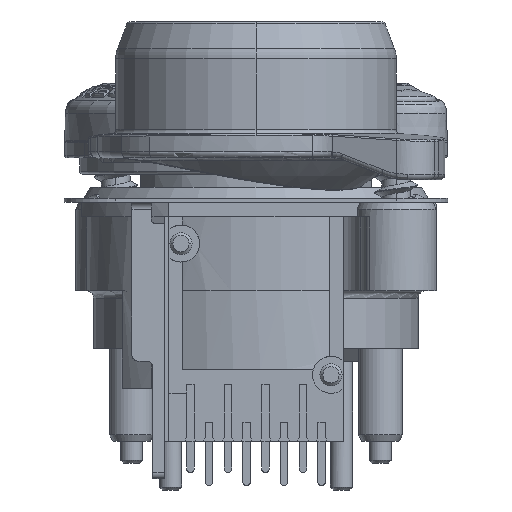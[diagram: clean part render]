
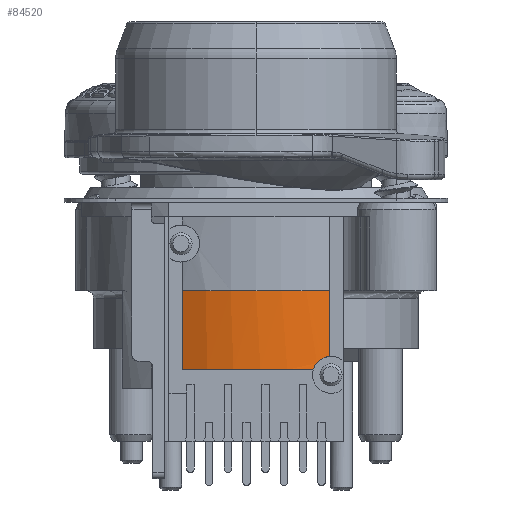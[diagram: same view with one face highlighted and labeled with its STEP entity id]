
A CAD part, front view. The second image highlights one B-rep face of the part: STEP entity #84520.
In plain terms, the highlighted cylindrical face has radius 11 mm (diameter 22 mm), a partial arc.
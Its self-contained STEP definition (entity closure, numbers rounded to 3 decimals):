
#27626=CARTESIAN_POINT('',(0.,0.,-9.));
#27627=DIRECTION('',(0.,0.,-1.));
#27628=DIRECTION('',(0.455,-0.891,0.));
#27629=AXIS2_PLACEMENT_3D('',#27626,#27627,#27628);
#27643=DIRECTION('',(0.,0.,1.));
#27644=VECTOR('',#27643,4.453);
#27645=CARTESIAN_POINT('',(5.,-9.798,-13.453));
#27646=LINE('',#27645,#27644);
#27647=CARTESIAN_POINT('',(5.,-9.798,-13.453));
#27648=CARTESIAN_POINT('',(4.913,-9.842,
-13.458));
#27649=CARTESIAN_POINT('',(4.743,-9.926,
-13.487));
#27650=CARTESIAN_POINT('',(4.495,-10.041,
-13.585));
#27651=CARTESIAN_POINT('',(4.273,-10.137,
-13.733));
#27652=CARTESIAN_POINT('',(4.092,-10.211,
-13.92));
#27653=CARTESIAN_POINT('',(3.959,-10.263,
-14.13));
#27654=CARTESIAN_POINT('',(3.901,-10.285,
-14.278));
#27655=CARTESIAN_POINT('',(3.879,-10.294,-14.355));
#27657=DIRECTION('',(0.,0.,1.));
#27658=VECTOR('',#27657,5.355);
#27659=CARTESIAN_POINT('',(-5.,-9.798,-14.355));
#27660=LINE('',#27659,#27658);
#27665=CARTESIAN_POINT('',(0.,0.,-14.355));
#27666=DIRECTION('',(0.,0.,1.));
#27667=DIRECTION('',(-0.455,-0.891,0.));
#27668=AXIS2_PLACEMENT_3D('',#27665,#27666,#27667);
#34436=CARTESIAN_POINT('',(-5.,-9.798,-14.355));
#34438=VERTEX_POINT('',#34436);
#34471=CARTESIAN_POINT('',(3.879,-10.294,-14.355));
#34472=VERTEX_POINT('',#34471);
#34473=VERTEX_POINT('',#27647);
#34489=CARTESIAN_POINT('',(-5.,-9.798,-9.));
#34491=VERTEX_POINT('',#34489);
#34493=CARTESIAN_POINT('',(5.,-9.798,-9.));
#34495=VERTEX_POINT('',#34493);
#84507=CARTESIAN_POINT('',(0.,0.,-14.355));
#84508=DIRECTION('',(0.,0.,-1.));
#84509=DIRECTION('',(1.,0.,0.));
#84510=AXIS2_PLACEMENT_3D('',#84507,#84508,#84509);
#84511=CYLINDRICAL_SURFACE('',#84510,11.);
#84512=ORIENTED_EDGE('',*,*,#84487,.F.);
#84513=ORIENTED_EDGE('',*,*,#84502,.F.);
#84514=ORIENTED_EDGE('',*,*,#71780,.T.);
#84516=ORIENTED_EDGE('',*,*,#84515,.F.);
#84517=ORIENTED_EDGE('',*,*,#84456,.T.);
#84518=EDGE_LOOP('',(#84512,#84513,#84514,#84516,#84517));
#84519=FACE_OUTER_BOUND('',#84518,.F.);
#84520=ADVANCED_FACE('',(#84519),#84511,.T.);
#27630=CIRCLE('',#27629,11.);
#27656=B_SPLINE_CURVE_WITH_KNOTS('',3,(#27647,#27648,#27649,#27650,#27651,
#27652,#27653,#27654,#27655),.UNSPECIFIED.,.F.,.F.,(4,1,1,1,1,1,4),(0.,
0.167,0.333,0.5,0.667,0.833,
1.),.UNSPECIFIED.);
#27669=CIRCLE('',#27668,11.);
#71780=EDGE_CURVE('',#34473,#34472,#27656,.T.);
#84456=EDGE_CURVE('',#34438,#34491,#27660,.T.);
#84487=EDGE_CURVE('',#34495,#34491,#27630,.T.);
#84502=EDGE_CURVE('',#34473,#34495,#27646,.T.);
#84515=EDGE_CURVE('',#34438,#34472,#27669,.T.);
